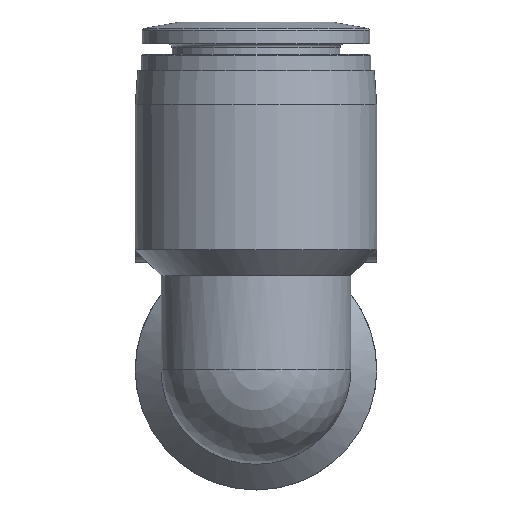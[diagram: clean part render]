
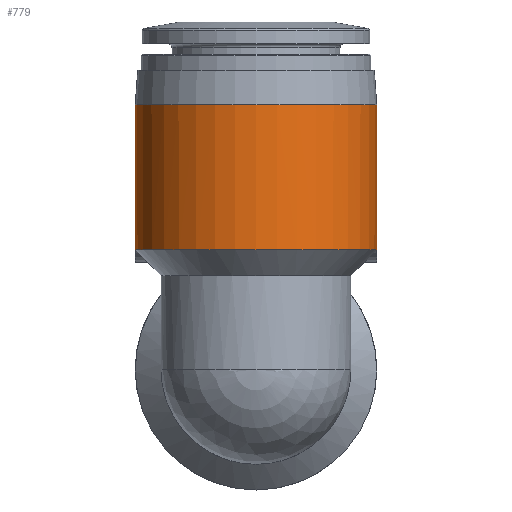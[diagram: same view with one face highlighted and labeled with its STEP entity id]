
A CAD part, left-side view. The second image highlights one B-rep face of the part: STEP entity #779.
In plain terms, the highlighted cylindrical face has radius 10.5 mm (diameter 21 mm), a full revolution.
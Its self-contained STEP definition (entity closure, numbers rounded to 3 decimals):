
#45=B_SPLINE_CURVE_WITH_KNOTS('',3,(#1156,#1157,#1158,#1159,#1160,#1161,
#1162,#1163,#1164,#1165,#1166,#1167,#1168,#1169,#1170,#1171,#1172,#1173,
#1174),.UNSPECIFIED.,.F.,.F.,(4,1,1,1,1,1,1,1,1,1,1,1,1,1,1,1,4),(0.002,
0.004,0.005,0.006,0.007,
0.009,0.01,0.011,0.012,
0.014,0.015,0.016,0.017,
0.019,0.02,0.021,0.023),
 .UNSPECIFIED.);
#75=ORIENTED_EDGE('',*,*,#178,.F.);
#76=ORIENTED_EDGE('',*,*,#179,.F.);
#77=ORIENTED_EDGE('',*,*,#175,.T.);
#175=EDGE_CURVE('',#227,#226,#267,.T.);
#178=EDGE_CURVE('',#228,#228,#269,.T.);
#179=EDGE_CURVE('',#227,#226,#45,.T.);
#226=VERTEX_POINT('',#1145);
#227=VERTEX_POINT('',#1147);
#228=VERTEX_POINT('',#1155);
#267=CIRCLE('',#832,10.5);
#269=CIRCLE('',#835,10.5);
#310=EDGE_LOOP('',(#75));
#311=EDGE_LOOP('',(#76,#77));
#389=FACE_BOUND('',#310,.T.);
#390=FACE_BOUND('',#311,.T.);
#464=CYLINDRICAL_SURFACE('',#834,10.5);
#779=ADVANCED_FACE('',(#389,#390),#464,.T.);
#832=AXIS2_PLACEMENT_3D('',#1146,#931,#932);
#834=AXIS2_PLACEMENT_3D('',#1153,#935,#936);
#835=AXIS2_PLACEMENT_3D('',#1154,#937,#938);
#931=DIRECTION('',(0.,0.,1.));
#932=DIRECTION('',(1.,0.,0.));
#935=DIRECTION('',(0.,0.,1.));
#936=DIRECTION('',(1.,0.,0.));
#937=DIRECTION('',(0.,0.,1.));
#938=DIRECTION('',(1.,0.,0.));
#1145=CARTESIAN_POINT('',(10.252,-2.267,10.4));
#1146=CARTESIAN_POINT('',(0.,0.,10.4));
#1147=CARTESIAN_POINT('',(10.252,2.267,10.4));
#1153=CARTESIAN_POINT('',(0.,0.,30.2));
#1154=CARTESIAN_POINT('',(0.,0.,23.));
#1155=CARTESIAN_POINT('',(10.5,0.,23.));
#1156=CARTESIAN_POINT('',(10.252,2.267,10.4));
#1157=CARTESIAN_POINT('',(10.163,2.672,10.495));
#1158=CARTESIAN_POINT('',(9.938,3.459,10.755));
#1159=CARTESIAN_POINT('',(9.514,4.473,11.453));
#1160=CARTESIAN_POINT('',(9.215,5.032,12.67));
#1161=CARTESIAN_POINT('',(9.438,4.625,13.971));
#1162=CARTESIAN_POINT('',(9.865,3.659,14.745));
#1163=CARTESIAN_POINT('',(10.222,2.506,15.18));
#1164=CARTESIAN_POINT('',(10.45,1.262,15.395));
#1165=CARTESIAN_POINT('',(10.526,0.,15.46));
#1166=CARTESIAN_POINT('',(10.448,-1.276,15.394));
#1167=CARTESIAN_POINT('',(10.221,-2.51,15.179));
#1168=CARTESIAN_POINT('',(9.863,-3.667,14.742));
#1169=CARTESIAN_POINT('',(9.434,-4.631,13.961));
#1170=CARTESIAN_POINT('',(9.215,-5.031,12.665));
#1171=CARTESIAN_POINT('',(9.517,-4.468,11.447));
#1172=CARTESIAN_POINT('',(9.939,-3.456,10.754));
#1173=CARTESIAN_POINT('',(10.163,-2.67,10.495));
#1174=CARTESIAN_POINT('',(10.252,-2.267,10.4));
